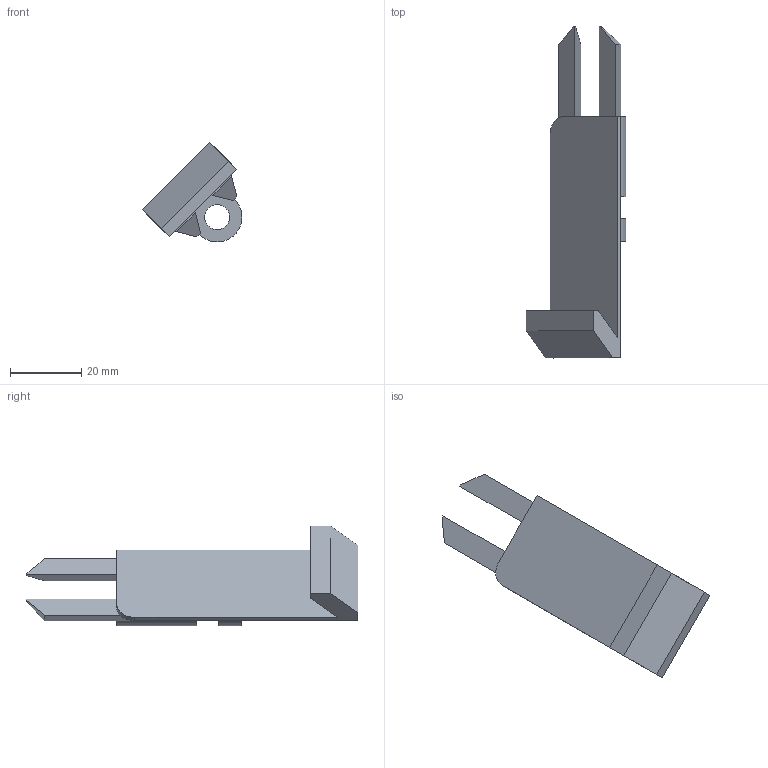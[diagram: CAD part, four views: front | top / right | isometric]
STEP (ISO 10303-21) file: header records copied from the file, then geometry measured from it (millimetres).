
FILE_DESCRIPTION( ( '' ), ' ' );
FILE_NAME( '5eac3deca92953155a8115f1.step', '2020-05-01T15:19:08', ( '' ), ( '' ), ' ', ' ', ' ' );
FILE_SCHEMA( ( 'AUTOMOTIVE_DESIGN { 1 0 10303 214 1 1 1 1 }' ) );
Length unit declared in the file: metre
Products named in the file (1): DBS18 - Phone Clamp
Bounding box: 27.97 x 92.93 x 27.97 mm (x, y, z)
Volume: 10555.5 mm3; surface area: 7364.1 mm2
Topology: 1 solids, 1 shells, 39 faces, 109 edges, 72 vertices
Faces by surface type: plane 34, cylinder 5
Full cylindrical faces by diameter (mm): 7.01 x2
Entity records: 1558 total; most frequent: CARTESIAN_POINT 225, ORIENTED_EDGE 214, DIRECTION 192, EDGE_CURVE 107, LINE 90, VECTOR 90, VERTEX_POINT 72, AXIS2_PLACEMENT_3D 51
